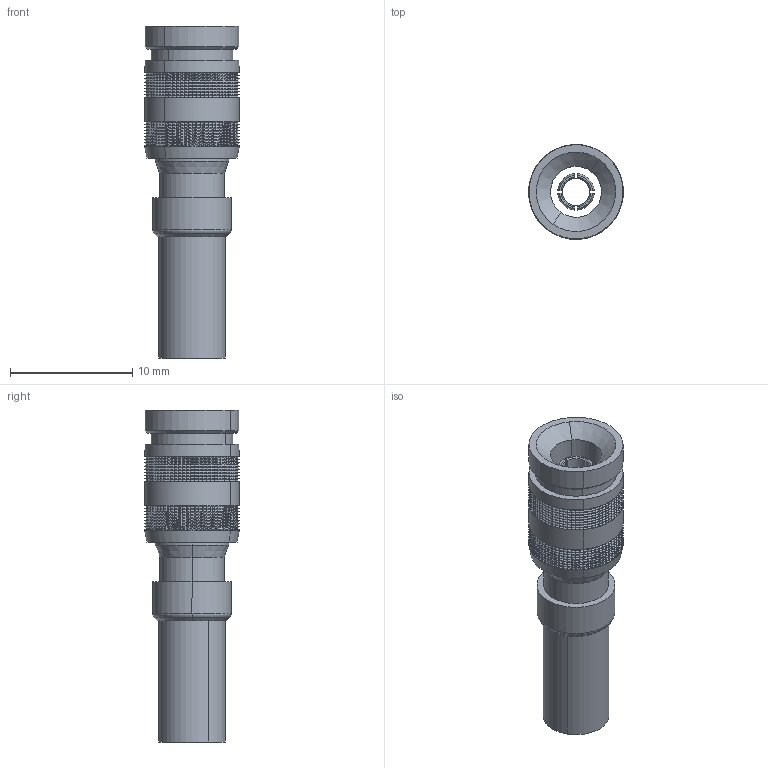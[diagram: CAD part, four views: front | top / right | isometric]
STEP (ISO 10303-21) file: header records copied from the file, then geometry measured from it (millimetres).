
FILE_DESCRIPTION (( 'STEP AP214' ), '1' );
FILE_NAME ('52-005-B6-BH.STEP', '2024-07-31T12:04:39', ( '' ), ( '' ), 'SwSTEP 2.0', 'SolidWorks 2023', '' );
FILE_SCHEMA (( 'AUTOMOTIVE_DESIGN' ));
Length unit declared in the file: millimetre
Products named in the file (1): 52-005-B6-BH
Bounding box: 7.75 x 7.75 x 27.15 mm (x, y, z)
Surface area: 1108.8 mm2 (no closed solid volume)
Topology: 0 solids, 4 shells, 2987 faces, 8600 edges, 5580 vertices
Faces by surface type: plane 2713, cone 244, cylinder 24, torus 6
Entity records: 101484 total; most frequent: CARTESIAN_POINT 31260, ORIENTED_EDGE 16721, DIRECTION 11704, EDGE_CURVE 8600, VERTEX_POINT 5580, AXIS2_PLACEMENT_3D 4808, B_SPLINE_CURVE_WITH_KNOTS 4692, EDGE_LOOP 3065
